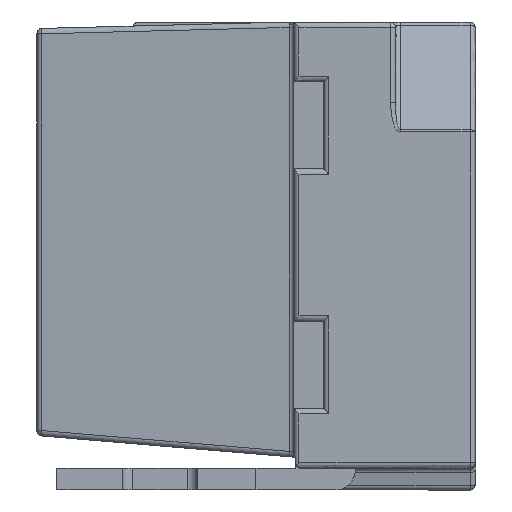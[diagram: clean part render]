
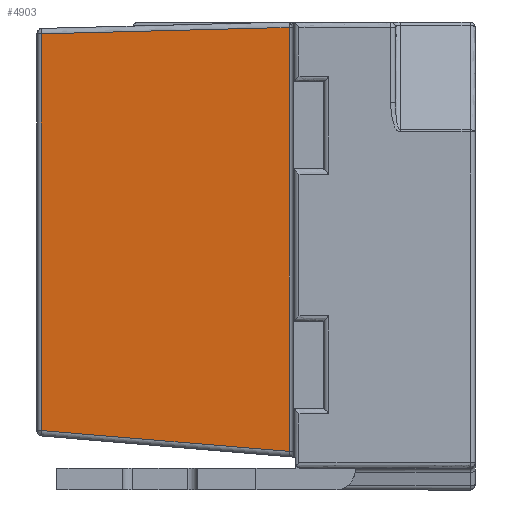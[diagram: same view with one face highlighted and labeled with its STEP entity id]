
A CAD part, left-side view. The second image highlights one B-rep face of the part: STEP entity #4903.
In plain terms, the highlighted planar face has unit normal (-0.996, 0.088, 0).
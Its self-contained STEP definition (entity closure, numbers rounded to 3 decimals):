
#281=PLANE('',#5300);
#329=LINE('',#6748,#790);
#463=LINE('',#8933,#924);
#502=LINE('',#9511,#963);
#505=LINE('',#9522,#966);
#507=LINE('',#9531,#968);
#790=VECTOR('',#5380,10.93);
#924=VECTOR('',#5810,10.93);
#963=VECTOR('',#5931,10.006);
#966=VECTOR('',#5934,10.001);
#968=VECTOR('',#5938,10.);
#1602=FACE_OUTER_BOUND('',#1891,.T.);
#1891=EDGE_LOOP('',(#4586,#4587,#4588,#4589,#4590));
#2144=VERTEX_POINT('',#6699);
#2152=VERTEX_POINT('',#6746);
#2307=VERTEX_POINT('',#8875);
#2309=VERTEX_POINT('',#8925);
#2351=VERTEX_POINT('',#9521);
#2577=EDGE_CURVE('',#2152,#2144,#329,.T.);
#2841=EDGE_CURVE('',#2309,#2307,#463,.T.);
#2916=EDGE_CURVE('',#2144,#2309,#502,.T.);
#2919=EDGE_CURVE('',#2307,#2351,#505,.T.);
#2922=EDGE_CURVE('',#2351,#2152,#507,.T.);
#4586=ORIENTED_EDGE('',*,*,#2577,.F.);
#4587=ORIENTED_EDGE('',*,*,#2922,.F.);
#4588=ORIENTED_EDGE('',*,*,#2919,.F.);
#4589=ORIENTED_EDGE('',*,*,#2841,.F.);
#4590=ORIENTED_EDGE('',*,*,#2916,.F.);
#4903=ADVANCED_FACE('',(#1602),#281,.F.);
#5300=AXIS2_PLACEMENT_3D('',#10566,#6524,#6525);
#5380=DIRECTION('',(0.,0.,-1.));
#5810=DIRECTION('',(0.,0.,1.));
#5931=DIRECTION('',(0.088,0.993,0.083));
#5934=DIRECTION('',(-0.088,-0.996,0.026));
#5938=DIRECTION('',(-0.088,-0.996,0.));
#6524=DIRECTION('center_axis',(0.996,-0.088,0.));
#6525=DIRECTION('ref_axis',(0.,0.,-1.));
#6699=CARTESIAN_POINT('',(-3.128,-0.518,0.194));
#6746=CARTESIAN_POINT('',(-3.128,-0.518,2.323));
#6748=CARTESIAN_POINT('',(-3.128,-0.518,0.109));
#8875=CARTESIAN_POINT('',(-3.018,0.727,2.29));
#8925=CARTESIAN_POINT('',(-3.018,0.727,0.299));
#8933=CARTESIAN_POINT('',(-3.018,0.727,0.669));
#9511=CARTESIAN_POINT('',(-3.106,-0.272,0.215));
#9521=CARTESIAN_POINT('',(-3.128,-0.516,2.323));
#9522=CARTESIAN_POINT('',(-3.047,0.401,2.299));
#9531=CARTESIAN_POINT('',(-3.106,-0.267,2.323));
#10566=CARTESIAN_POINT('Origin',(-3.13,-0.541,0.109));
